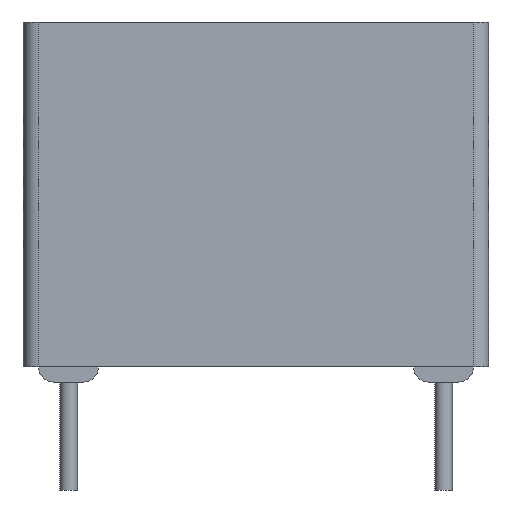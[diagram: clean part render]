
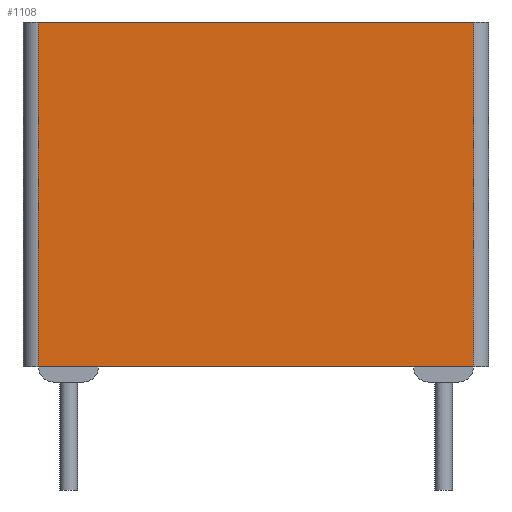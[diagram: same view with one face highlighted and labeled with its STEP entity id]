
A CAD part, front view. The second image highlights one B-rep face of the part: STEP entity #1108.
In plain terms, the highlighted planar face has unit normal (0, -1, 0).
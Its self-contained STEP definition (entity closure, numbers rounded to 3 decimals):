
#886=CARTESIAN_POINT('',(7.25,-2.75,12.0));
#887=VERTEX_POINT('',#886);
#895=CARTESIAN_POINT('',(7.25,-2.75,0.5));
#896=VERTEX_POINT('',#895);
#897=CARTESIAN_POINT('',(7.25,-2.75,12.0));
#898=DIRECTION('',(0.0,0.0,-1.0));
#899=VECTOR('',#898,11.5);
#900=LINE('',#897,#899);
#901=EDGE_CURVE('',#887,#896,#900,.T.);
#958=CARTESIAN_POINT('',(-7.25,-2.75,0.5));
#959=VERTEX_POINT('',#958);
#960=CARTESIAN_POINT('',(7.25,-2.75,0.5));
#961=DIRECTION('',(-1.0,0.0,0.0));
#962=VECTOR('',#961,14.5);
#963=LINE('',#960,#962);
#964=EDGE_CURVE('',#896,#959,#963,.T.);
#1065=CARTESIAN_POINT('',(-7.25,-2.75,12.0));
#1066=VERTEX_POINT('',#1065);
#1083=CARTESIAN_POINT('',(-7.25,-2.75,0.5));
#1084=DIRECTION('',(0.0,0.0,1.0));
#1085=VECTOR('',#1084,11.5);
#1086=LINE('',#1083,#1085);
#1087=EDGE_CURVE('',#959,#1066,#1086,.T.);
#1092=CARTESIAN_POINT('',(7.75,-2.75,0.5));
#1093=DIRECTION('',(0.0,-1.0,0.0));
#1094=DIRECTION('',(0.0,0.0,-1.0));
#1095=AXIS2_PLACEMENT_3D('',#1092,#1093,#1094);
#1096=PLANE('',#1095);
#1097=ORIENTED_EDGE('',*,*,#901,.F.);
#1098=CARTESIAN_POINT('',(7.25,-2.75,12.0));
#1099=DIRECTION('',(-1.0,0.0,0.0));
#1100=VECTOR('',#1099,14.5);
#1101=LINE('',#1098,#1100);
#1102=EDGE_CURVE('',#887,#1066,#1101,.T.);
#1103=ORIENTED_EDGE('',*,*,#1102,.T.);
#1104=ORIENTED_EDGE('',*,*,#1087,.F.);
#1105=ORIENTED_EDGE('',*,*,#964,.F.);
#1106=EDGE_LOOP('',(#1097,#1103,#1104,#1105));
#1107=FACE_OUTER_BOUND('',#1106,.T.);
#1108=ADVANCED_FACE('',(#1107),#1096,.T.);
